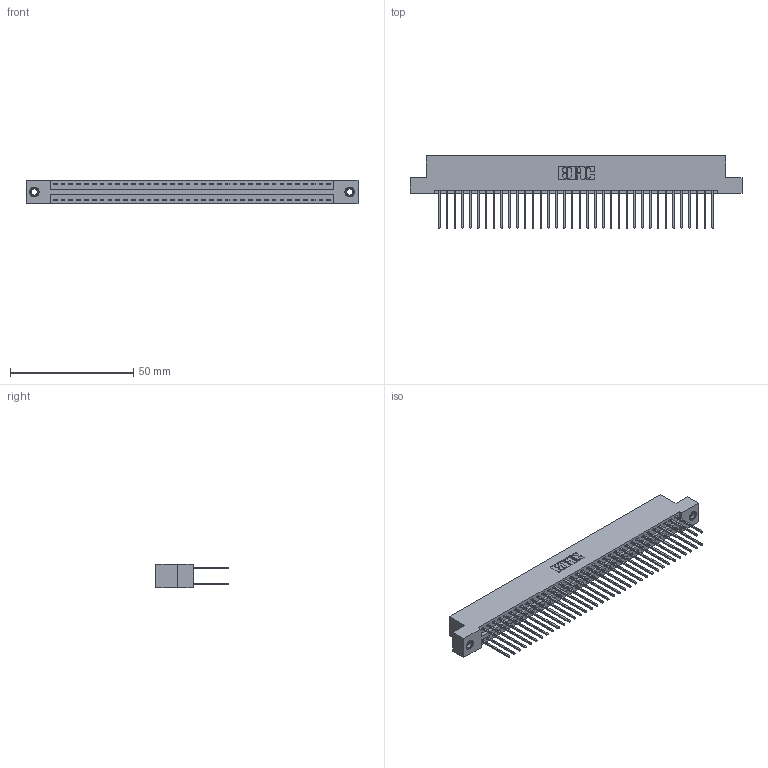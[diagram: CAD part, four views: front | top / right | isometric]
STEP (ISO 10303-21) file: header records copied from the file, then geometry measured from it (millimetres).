
FILE_DESCRIPTION (( 'STEP AP203' ), '1' );
FILE_NAME ('396-072-540-207.STEP', '2019-10-30T20:06:16', ( '' ), ( '' ), 'SwSTEP 2.0', 'SolidWorks 2016', '' );
FILE_SCHEMA (( 'CONFIG_CONTROL_DESIGN' ));
Length unit declared in the file: inch
Products named in the file (4): 346 Part_Flush Mounting Lugs - 0.156 Dia-TI; 345-250-001_345-250-005-103; 345-292-001_345-293-140; 396-072-540-207
Assembly tree (75 placements, depth 2):
  396-072-540-207
    346 Part_Flush Mounting Lugs - 0.156 Dia-TI
    345-292-001_345-293-140  x72
    345-250-001_345-250-005-103  x2
Bounding box: 134.87 x 29.46 x 9.4 mm (x, y, z)
Volume: 13364.7 mm3; surface area: 19601.2 mm2
Topology: 75 solids, 75 shells, 3926 faces, 11625 edges, 7646 vertices
Faces by surface type: plane 2628, cylinder 1282, cone 12, torus 4
Entity records: 25506 total; most frequent: CARTESIAN_POINT 4195, ORIENTED_EDGE 4122, DIRECTION 3775, EDGE_CURVE 2061, VECTOR 1765, LINE 1765, VERTEX_POINT 1368, AXIS2_PLACEMENT_3D 1005
